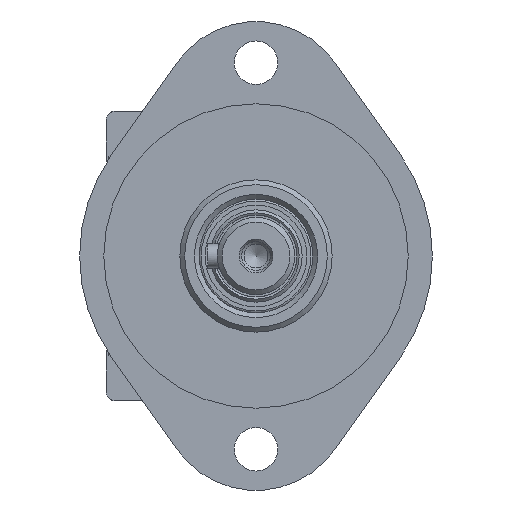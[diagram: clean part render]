
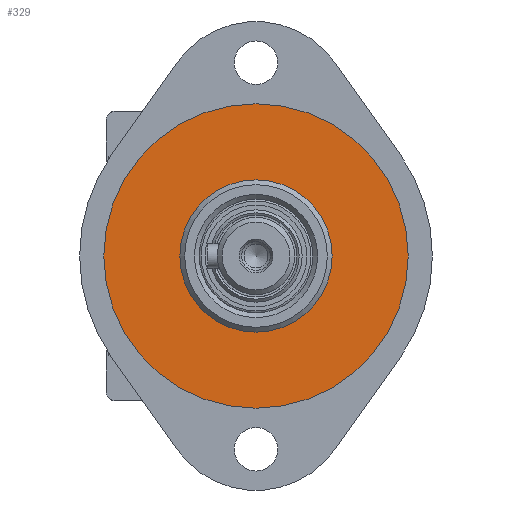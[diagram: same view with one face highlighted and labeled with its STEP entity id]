
A CAD part, left-side view. The second image highlights one B-rep face of the part: STEP entity #329.
In plain terms, the highlighted planar face has unit normal (-1, 0, 0).
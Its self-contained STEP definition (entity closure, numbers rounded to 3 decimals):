
#329 = ADVANCED_FACE( '', ( #719, #720 ), #721, .F. );
#719 = FACE_OUTER_BOUND( '', #1322, .T. );
#720 = FACE_BOUND( '', #1323, .T. );
#721 = PLANE( '', #1324 );
#1322 = EDGE_LOOP( '', ( #1922 ) );
#1323 = EDGE_LOOP( '', ( #1923 ) );
#1324 = AXIS2_PLACEMENT_3D( '', #1924, #1925, #1926 );
#1922 = ORIENTED_EDGE( '', *, *, #3081, .F. );
#1923 = ORIENTED_EDGE( '', *, *, #3082, .T. );
#1924 = CARTESIAN_POINT( '', ( 0., 0., 0. ) );
#1925 = DIRECTION( '', ( 1., 0., 0. ) );
#1926 = DIRECTION( '', ( 0., 0., -1. ) );
#3081 = EDGE_CURVE( '', #3513, #3513, #3514, .T. );
#3082 = EDGE_CURVE( '', #3515, #3515, #3516, .T. );
#3513 = VERTEX_POINT( '', #4137 );
#3514 = CIRCLE( '', #4138, 31.5 );
#3515 = VERTEX_POINT( '', #4139 );
#3516 = CIRCLE( '', #4140, 15.75 );
#4137 = CARTESIAN_POINT( '', ( 0., 0., -31.5 ) );
#4138 = AXIS2_PLACEMENT_3D( '', #5149, #5150, #5151 );
#4139 = CARTESIAN_POINT( '', ( 0., 0., -15.75 ) );
#4140 = AXIS2_PLACEMENT_3D( '', #5152, #5153, #5154 );
#5149 = CARTESIAN_POINT( '', ( 0., 0., 0. ) );
#5150 = DIRECTION( '', ( 1., 0., 0. ) );
#5151 = DIRECTION( '', ( 0., 0., -1. ) );
#5152 = CARTESIAN_POINT( '', ( 0., 0., 0. ) );
#5153 = DIRECTION( '', ( 1., 0., 0. ) );
#5154 = DIRECTION( '', ( 0., 0., -1. ) );
